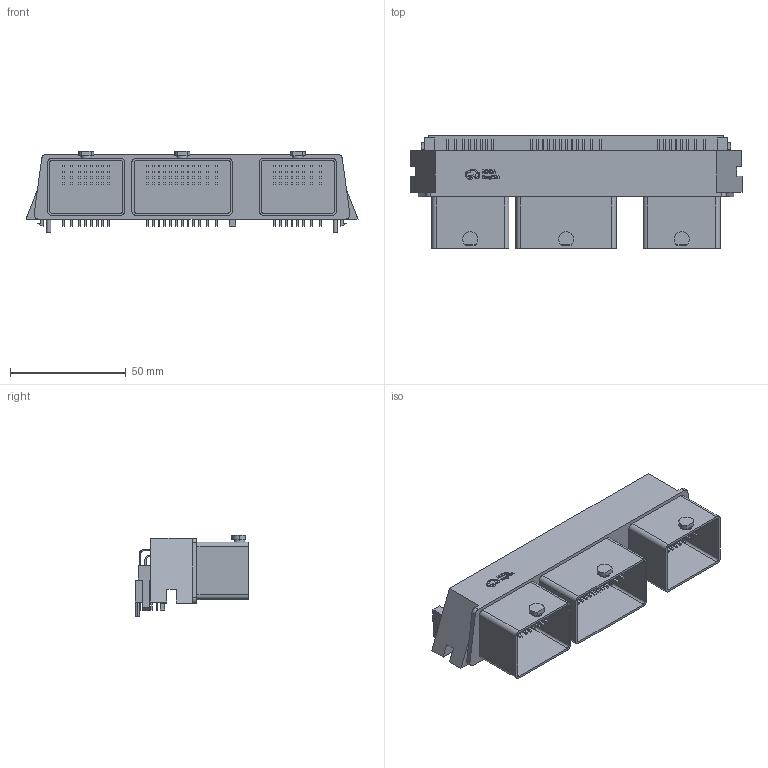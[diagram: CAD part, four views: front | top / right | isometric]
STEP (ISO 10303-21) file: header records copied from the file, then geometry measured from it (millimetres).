
FILE_DESCRIPTION (( 'STEP AP214' ), '1' );
FILE_NAME ('CONN-TH_643330100.step', '2022-08-03T17:39:13', ( '' ), ( '' ), 'SwSTEP 2.0', 'SolidWorks 2020', '' );
FILE_SCHEMA (( 'AUTOMOTIVE_DESIGN' ));
Length unit declared in the file: millimetre
Products named in the file (1): CONN-TH_643330100
Bounding box: 143.63 x 49 x 35.3 mm (x, y, z)
Volume: 80038 mm3; surface area: 54351.3 mm2
Topology: 127 solids, 127 shells, 1611 faces, 3992 edges, 2656 vertices
Faces by surface type: plane 1228, cylinder 271, bspline 112
Entity records: 67468 total; most frequent: CARTESIAN_POINT 10364, ORIENTED_EDGE 7984, DIRECTION 7309, EDGE_CURVE 3992, VECTOR 3219, LINE 3219, VERTEX_POINT 2656, AXIS2_PLACEMENT_3D 2045
